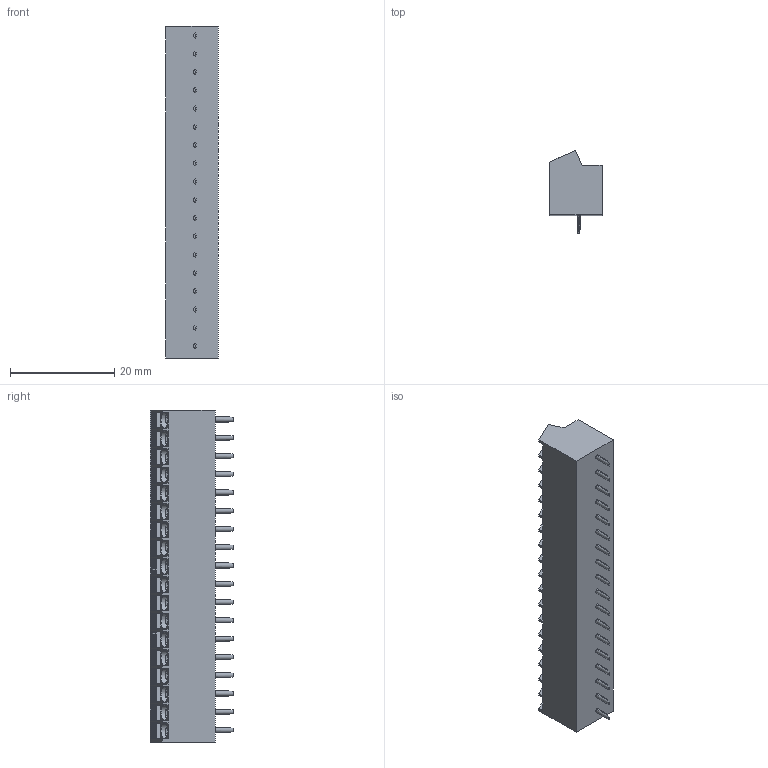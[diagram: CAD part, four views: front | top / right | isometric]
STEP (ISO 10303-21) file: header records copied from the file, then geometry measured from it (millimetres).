
FILE_DESCRIPTION((''),'2;1');
FILE_NAME('PRT0007','2024-09-25T',('sj'),(''),'PRO/ENGINEER BY PARAMETRIC TECHNOLOGY CORPORATION, 2013240','PRO/ENGINEER BY PARAMETRIC TECHNOLOGY CORPORATION, 2013240','');
FILE_SCHEMA(('AUTOMOTIVE_DESIGN_CC2 { 1 2 10303 214 -1 1 5 2 }'));
Length unit declared in the file: millimetre
Products named in the file (1): PRT0007
Bounding box: 10 x 15.9 x 63.6 mm (x, y, z)
Volume: 6291.7 mm3; surface area: 4065.4 mm2
Topology: 1 solids, 1 shells, 782 faces, 2070 edges, 1344 vertices
Faces by surface type: plane 530, cylinder 180, cone 72
Entity records: 24485 total; most frequent: CARTESIAN_POINT 5165, ORIENTED_EDGE 4140, DIRECTION 3796, EDGE_CURVE 2070, VECTOR 1476, LINE 1476, VERTEX_POINT 1344, AXIS2_PLACEMENT_3D 1160
